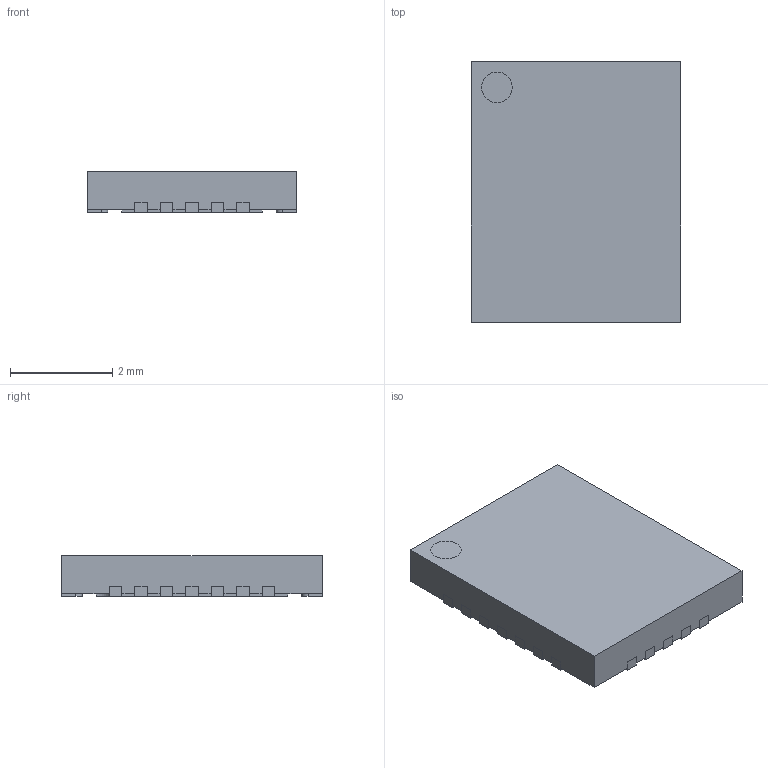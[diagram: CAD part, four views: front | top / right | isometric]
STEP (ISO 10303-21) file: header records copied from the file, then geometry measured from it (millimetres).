
FILE_DESCRIPTION((''),'2;1');
FILE_NAME('QFN50P400X500X80-25N-R375X275.stp','2011-07-07T12:47:17',(''),(''),'Mechanical Desktop 2011','Mechanical Desktop 2011',', , ');
FILE_SCHEMA(('AUTOMOTIVE_DESIGN { 1 2 10303 214 1 1 1 1 }'));
Length unit declared in the file: millimetre
Products named in the file (1): Product
Bounding box: 4.1 x 5.1 x 0.8 mm (x, y, z)
Volume: 16.3 mm3; surface area: 90.4 mm2
Topology: 27 solids, 27 shells, 260 faces, 615 edges, 410 vertices
Faces by surface type: bspline 120, plane 111, cylinder 29
Entity records: 7763 total; most frequent: CARTESIAN_POINT 1982, ORIENTED_EDGE 1230, DIRECTION 1003, EDGE_CURVE 615, VECTOR 509, LINE 509, VERTEX_POINT 410, EDGE_LOOP 261
